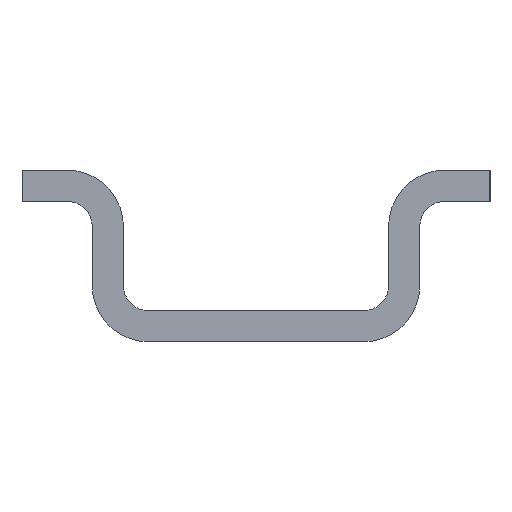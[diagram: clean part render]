
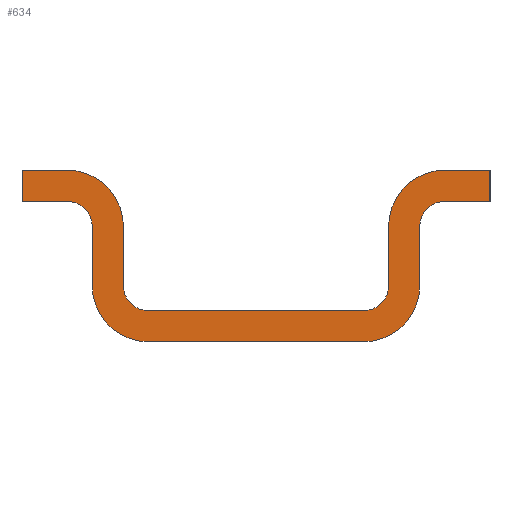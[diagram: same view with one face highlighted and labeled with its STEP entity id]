
A CAD part, left-side view. The second image highlights one B-rep face of the part: STEP entity #634.
In plain terms, the highlighted planar face has unit normal (-1, 0, 0).
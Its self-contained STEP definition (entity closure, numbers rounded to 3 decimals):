
#109=AXIS2_PLACEMENT_3D('Circle Axis2P3D',#107,#108,$) ;
#171=AXIS2_PLACEMENT_3D('Circle Axis2P3D',#169,#170,$) ;
#211=AXIS2_PLACEMENT_3D('Circle Axis2P3D',#209,#210,$) ;
#273=AXIS2_PLACEMENT_3D('Circle Axis2P3D',#271,#272,$) ;
#392=AXIS2_PLACEMENT_3D('Circle Axis2P3D',#390,#391,$) ;
#454=AXIS2_PLACEMENT_3D('Circle Axis2P3D',#452,#453,$) ;
#494=AXIS2_PLACEMENT_3D('Circle Axis2P3D',#492,#493,$) ;
#556=AXIS2_PLACEMENT_3D('Circle Axis2P3D',#554,#555,$) ;
#600=AXIS2_PLACEMENT_3D('Plane Axis2P3D',#597,#598,#599) ;
#40=CARTESIAN_POINT('Vertex',(0.,0.,5.5)) ;
#45=CARTESIAN_POINT('Line Origine',(0.,0.,5.)) ;
#49=CARTESIAN_POINT('Vertex',(0.,0.,4.5)) ;
#76=CARTESIAN_POINT('Line Origine',(0.,0.725,4.5)) ;
#80=CARTESIAN_POINT('Vertex',(0.,1.45,4.5)) ;
#107=CARTESIAN_POINT('Axis2P3D Location',(0.,1.45,3.7)) ;
#111=CARTESIAN_POINT('Vertex',(0.,2.25,3.7)) ;
#138=CARTESIAN_POINT('Line Origine',(0.,2.25,2.75)) ;
#142=CARTESIAN_POINT('Vertex',(0.,2.25,1.8)) ;
#169=CARTESIAN_POINT('Axis2P3D Location',(0.,4.05,1.8)) ;
#173=CARTESIAN_POINT('Vertex',(0.,4.05,0.)) ;
#204=CARTESIAN_POINT('Vertex',(0.,10.95,0.)) ;
#209=CARTESIAN_POINT('Axis2P3D Location',(0.,10.95,1.8)) ;
#213=CARTESIAN_POINT('Vertex',(0.,12.75,1.8)) ;
#240=CARTESIAN_POINT('Line Origine',(0.,12.75,2.75)) ;
#244=CARTESIAN_POINT('Vertex',(0.,12.75,3.7)) ;
#271=CARTESIAN_POINT('Axis2P3D Location',(0.,13.55,3.7)) ;
#275=CARTESIAN_POINT('Vertex',(0.,13.55,4.5)) ;
#297=CARTESIAN_POINT('Line Origine',(0.,14.275,4.5)) ;
#301=CARTESIAN_POINT('Vertex',(0.,15.,4.5)) ;
#328=CARTESIAN_POINT('Line Origine',(0.,15.,5.)) ;
#332=CARTESIAN_POINT('Vertex',(0.,15.,5.5)) ;
#359=CARTESIAN_POINT('Line Origine',(0.,14.275,5.5)) ;
#363=CARTESIAN_POINT('Vertex',(0.,13.55,5.5)) ;
#390=CARTESIAN_POINT('Axis2P3D Location',(0.,13.55,3.7)) ;
#394=CARTESIAN_POINT('Vertex',(0.,11.75,3.7)) ;
#421=CARTESIAN_POINT('Line Origine',(0.,11.75,2.75)) ;
#425=CARTESIAN_POINT('Vertex',(0.,11.75,1.8)) ;
#452=CARTESIAN_POINT('Axis2P3D Location',(0.,10.95,1.8)) ;
#456=CARTESIAN_POINT('Vertex',(0.,10.95,1.)) ;
#487=CARTESIAN_POINT('Vertex',(0.,4.05,1.)) ;
#492=CARTESIAN_POINT('Axis2P3D Location',(0.,4.05,1.8)) ;
#496=CARTESIAN_POINT('Vertex',(0.,3.25,1.8)) ;
#523=CARTESIAN_POINT('Line Origine',(0.,3.25,2.75)) ;
#527=CARTESIAN_POINT('Vertex',(0.,3.25,3.7)) ;
#554=CARTESIAN_POINT('Axis2P3D Location',(0.,1.45,3.7)) ;
#558=CARTESIAN_POINT('Vertex',(0.,1.45,5.5)) ;
#580=CARTESIAN_POINT('Line Origine',(0.,0.725,5.5)) ;
#597=CARTESIAN_POINT('Axis2P3D Location',(0.,0.,0.)) ;
#602=CARTESIAN_POINT('Line Origine',(0.,7.5,1.)) ;
#607=CARTESIAN_POINT('Line Origine',(0.,7.5,0.)) ;
#46=DIRECTION('Vector Direction',(0.,0.,1.)) ;
#77=DIRECTION('Vector Direction',(0.,-1.,0.)) ;
#108=DIRECTION('Axis2P3D Direction',(1.,0.,0.)) ;
#139=DIRECTION('Vector Direction',(0.,0.,1.)) ;
#170=DIRECTION('Axis2P3D Direction',(1.,0.,0.)) ;
#210=DIRECTION('Axis2P3D Direction',(1.,0.,0.)) ;
#241=DIRECTION('Vector Direction',(0.,0.,-1.)) ;
#272=DIRECTION('Axis2P3D Direction',(1.,0.,0.)) ;
#298=DIRECTION('Vector Direction',(0.,-1.,0.)) ;
#329=DIRECTION('Vector Direction',(0.,0.,-1.)) ;
#360=DIRECTION('Vector Direction',(0.,1.,0.)) ;
#391=DIRECTION('Axis2P3D Direction',(1.,0.,0.)) ;
#422=DIRECTION('Vector Direction',(0.,0.,1.)) ;
#453=DIRECTION('Axis2P3D Direction',(1.,0.,0.)) ;
#493=DIRECTION('Axis2P3D Direction',(1.,0.,0.)) ;
#524=DIRECTION('Vector Direction',(0.,0.,-1.)) ;
#555=DIRECTION('Axis2P3D Direction',(1.,0.,0.)) ;
#581=DIRECTION('Vector Direction',(0.,1.,0.)) ;
#598=DIRECTION('Axis2P3D Direction',(1.,0.,0.)) ;
#599=DIRECTION('Axis2P3D XDirection',(0.,1.,0.)) ;
#603=DIRECTION('Vector Direction',(0.,1.,0.)) ;
#608=DIRECTION('Vector Direction',(0.,-1.,0.)) ;
#47=VECTOR('Line Direction',#46,1.) ;
#78=VECTOR('Line Direction',#77,1.) ;
#140=VECTOR('Line Direction',#139,1.) ;
#242=VECTOR('Line Direction',#241,1.) ;
#299=VECTOR('Line Direction',#298,1.) ;
#330=VECTOR('Line Direction',#329,1.) ;
#361=VECTOR('Line Direction',#360,1.) ;
#423=VECTOR('Line Direction',#422,1.) ;
#525=VECTOR('Line Direction',#524,1.) ;
#582=VECTOR('Line Direction',#581,1.) ;
#604=VECTOR('Line Direction',#603,1.) ;
#609=VECTOR('Line Direction',#608,1.) ;
#613=ORIENTED_EDGE('',*,*,#584,.F.) ;
#614=ORIENTED_EDGE('',*,*,#560,.F.) ;
#615=ORIENTED_EDGE('',*,*,#529,.F.) ;
#616=ORIENTED_EDGE('',*,*,#498,.F.) ;
#617=ORIENTED_EDGE('',*,*,#606,.F.) ;
#618=ORIENTED_EDGE('',*,*,#458,.F.) ;
#619=ORIENTED_EDGE('',*,*,#427,.F.) ;
#620=ORIENTED_EDGE('',*,*,#396,.F.) ;
#621=ORIENTED_EDGE('',*,*,#365,.F.) ;
#622=ORIENTED_EDGE('',*,*,#334,.F.) ;
#623=ORIENTED_EDGE('',*,*,#303,.F.) ;
#624=ORIENTED_EDGE('',*,*,#277,.F.) ;
#625=ORIENTED_EDGE('',*,*,#246,.F.) ;
#626=ORIENTED_EDGE('',*,*,#215,.F.) ;
#627=ORIENTED_EDGE('',*,*,#611,.F.) ;
#628=ORIENTED_EDGE('',*,*,#175,.F.) ;
#629=ORIENTED_EDGE('',*,*,#144,.F.) ;
#630=ORIENTED_EDGE('',*,*,#113,.F.) ;
#631=ORIENTED_EDGE('',*,*,#82,.F.) ;
#632=ORIENTED_EDGE('',*,*,#51,.F.) ;
#634=ADVANCED_FACE('K\X2\00F6\X0\rper.2',(#633),#601,.F.) ;
#110=CIRCLE('generated circle',#109,0.8) ;
#172=CIRCLE('generated circle',#171,1.8) ;
#212=CIRCLE('generated circle',#211,1.8) ;
#274=CIRCLE('generated circle',#273,0.8) ;
#393=CIRCLE('generated circle',#392,1.8) ;
#455=CIRCLE('generated circle',#454,0.8) ;
#495=CIRCLE('generated circle',#494,0.8) ;
#557=CIRCLE('generated circle',#556,1.8) ;
#51=EDGE_CURVE('',#41,#50,#48,.F.) ;
#82=EDGE_CURVE('',#50,#81,#79,.F.) ;
#113=EDGE_CURVE('',#81,#112,#110,.F.) ;
#144=EDGE_CURVE('',#112,#143,#141,.F.) ;
#175=EDGE_CURVE('',#143,#174,#172,.T.) ;
#215=EDGE_CURVE('',#205,#214,#212,.T.) ;
#246=EDGE_CURVE('',#214,#245,#243,.F.) ;
#277=EDGE_CURVE('',#245,#276,#274,.F.) ;
#303=EDGE_CURVE('',#276,#302,#300,.F.) ;
#334=EDGE_CURVE('',#302,#333,#331,.F.) ;
#365=EDGE_CURVE('',#333,#364,#362,.F.) ;
#396=EDGE_CURVE('',#364,#395,#393,.T.) ;
#427=EDGE_CURVE('',#395,#426,#424,.F.) ;
#458=EDGE_CURVE('',#426,#457,#455,.F.) ;
#498=EDGE_CURVE('',#488,#497,#495,.F.) ;
#529=EDGE_CURVE('',#497,#528,#526,.F.) ;
#560=EDGE_CURVE('',#528,#559,#557,.T.) ;
#584=EDGE_CURVE('',#559,#41,#583,.F.) ;
#606=EDGE_CURVE('',#457,#488,#605,.F.) ;
#611=EDGE_CURVE('',#174,#205,#610,.F.) ;
#612=EDGE_LOOP('',(#613,#614,#615,#616,#617,#618,#619,#620,#621,#622,#623,#624,#625,#626,#627,#628,#629,#630,#631,#632)) ;
#633=FACE_OUTER_BOUND('',#612,.T.) ;
#48=LINE('Line',#45,#47) ;
#79=LINE('Line',#76,#78) ;
#141=LINE('Line',#138,#140) ;
#243=LINE('Line',#240,#242) ;
#300=LINE('Line',#297,#299) ;
#331=LINE('Line',#328,#330) ;
#362=LINE('Line',#359,#361) ;
#424=LINE('Line',#421,#423) ;
#526=LINE('Line',#523,#525) ;
#583=LINE('Line',#580,#582) ;
#605=LINE('Line',#602,#604) ;
#610=LINE('Line',#607,#609) ;
#601=PLANE('',#600) ;
#41=VERTEX_POINT('',#40) ;
#50=VERTEX_POINT('',#49) ;
#81=VERTEX_POINT('',#80) ;
#112=VERTEX_POINT('',#111) ;
#143=VERTEX_POINT('',#142) ;
#174=VERTEX_POINT('',#173) ;
#205=VERTEX_POINT('',#204) ;
#214=VERTEX_POINT('',#213) ;
#245=VERTEX_POINT('',#244) ;
#276=VERTEX_POINT('',#275) ;
#302=VERTEX_POINT('',#301) ;
#333=VERTEX_POINT('',#332) ;
#364=VERTEX_POINT('',#363) ;
#395=VERTEX_POINT('',#394) ;
#426=VERTEX_POINT('',#425) ;
#457=VERTEX_POINT('',#456) ;
#488=VERTEX_POINT('',#487) ;
#497=VERTEX_POINT('',#496) ;
#528=VERTEX_POINT('',#527) ;
#559=VERTEX_POINT('',#558) ;
